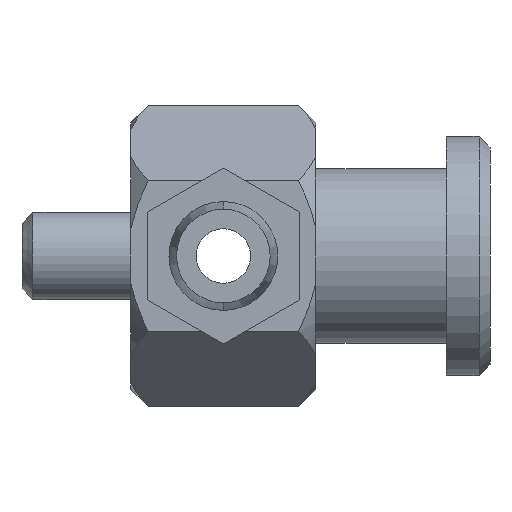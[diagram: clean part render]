
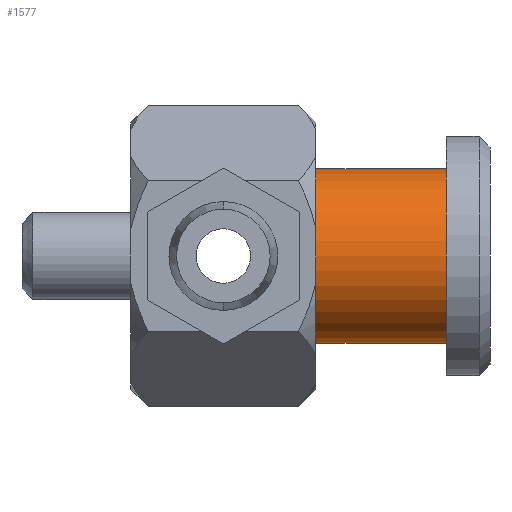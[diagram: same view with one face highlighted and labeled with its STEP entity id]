
A CAD part, left-side view. The second image highlights one B-rep face of the part: STEP entity #1577.
In plain terms, the highlighted cylindrical face has radius 4 mm (diameter 8 mm), a partial arc.
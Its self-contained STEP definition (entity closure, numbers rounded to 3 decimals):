
#3 = ORIENTED_EDGE ( 'NONE', *, *, #611, .T. ) ;
#14 = VERTEX_POINT ( 'NONE', #329 ) ;
#15 = CARTESIAN_POINT ( 'NONE',  ( 0., 1., 0. ) ) ;
#157 = CYLINDRICAL_SURFACE ( 'NONE', #2415, 4. ) ;
#235 = CARTESIAN_POINT ( 'NONE',  ( 0., 1., -4. ) ) ;
#247 = VERTEX_POINT ( 'NONE', #235 ) ;
#325 = FACE_OUTER_BOUND ( 'NONE', #1900, .T. ) ;
#329 = CARTESIAN_POINT ( 'NONE',  ( 0., 7., 4. ) ) ;
#392 = DIRECTION ( 'NONE',  ( 0., 1., 0. ) ) ;
#522 = CIRCLE ( 'NONE', #1813, 4. ) ;
#561 = EDGE_CURVE ( 'NONE', #14, #2406, #1855, .T. ) ;
#611 = EDGE_CURVE ( 'NONE', #2226, #247, #853, .T. ) ;
#731 = ORIENTED_EDGE ( 'NONE', *, *, #561, .F. ) ;
#853 = LINE ( 'NONE', #1804, #1443 ) ;
#961 = CARTESIAN_POINT ( 'NONE',  ( 0., 7., 0. ) ) ;
#1015 = DIRECTION ( 'NONE',  ( 0., -1., 0. ) ) ;
#1050 = DIRECTION ( 'NONE',  ( 0., -1., 0. ) ) ;
#1126 = ORIENTED_EDGE ( 'NONE', *, *, #1269, .F. ) ;
#1144 = DIRECTION ( 'NONE',  ( 0., 0., 1. ) ) ;
#1204 = DIRECTION ( 'NONE',  ( 0., 0., -1. ) ) ;
#1234 = CARTESIAN_POINT ( 'NONE',  ( 0., 7., 4. ) ) ;
#1269 = EDGE_CURVE ( 'NONE', #2226, #14, #1364, .T. ) ;
#1297 = EDGE_CURVE ( 'NONE', #247, #2406, #522, .T. ) ;
#1364 = CIRCLE ( 'NONE', #2384, 4. ) ;
#1392 = DIRECTION ( 'NONE',  ( 0., -1., 0. ) ) ;
#1443 = VECTOR ( 'NONE', #1050, 1000. ) ;
#1577 = ADVANCED_FACE ( 'NONE', ( #325 ), #157, .T. ) ;
#1680 = CARTESIAN_POINT ( 'NONE',  ( 0., 1., 4. ) ) ;
#1798 = CARTESIAN_POINT ( 'NONE',  ( 0., 7., 0. ) ) ;
#1804 = CARTESIAN_POINT ( 'NONE',  ( 0., 7., -4. ) ) ;
#1813 = AXIS2_PLACEMENT_3D ( 'NONE', #15, #392, #1144 ) ;
#1855 = LINE ( 'NONE', #1234, #2100 ) ;
#1900 = EDGE_LOOP ( 'NONE', ( #731, #1126, #3, #2140 ) ) ;
#2099 = DIRECTION ( 'NONE',  ( 0., 1., 0. ) ) ;
#2100 = VECTOR ( 'NONE', #1392, 1000. ) ;
#2140 = ORIENTED_EDGE ( 'NONE', *, *, #1297, .T. ) ;
#2226 = VERTEX_POINT ( 'NONE', #2248 ) ;
#2248 = CARTESIAN_POINT ( 'NONE',  ( 0., 7., -4. ) ) ;
#2288 = DIRECTION ( 'NONE',  ( 0., 0., 1. ) ) ;
#2384 = AXIS2_PLACEMENT_3D ( 'NONE', #961, #2099, #2288 ) ;
#2406 = VERTEX_POINT ( 'NONE', #1680 ) ;
#2415 = AXIS2_PLACEMENT_3D ( 'NONE', #1798, #1015, #1204 ) ;
